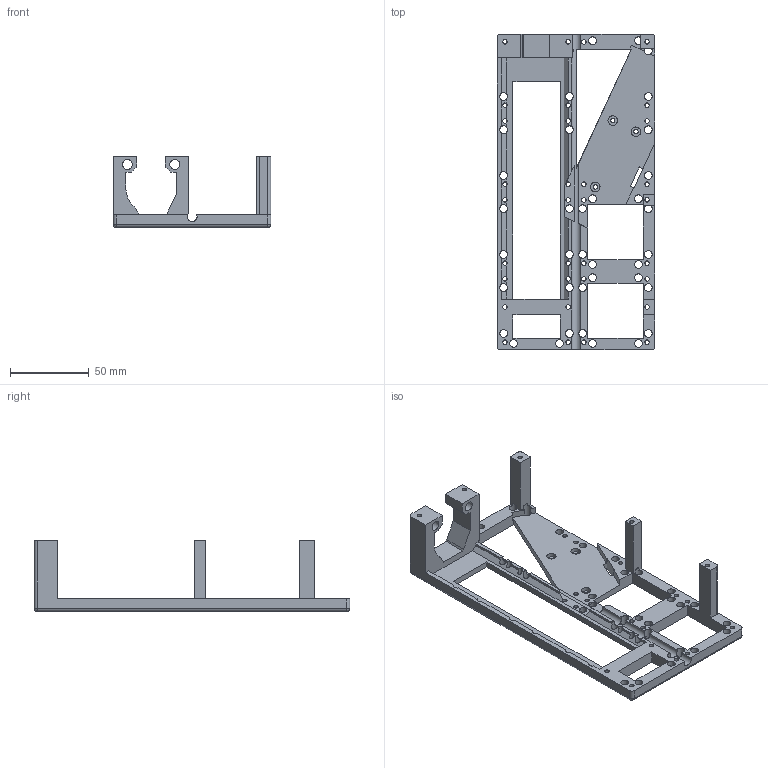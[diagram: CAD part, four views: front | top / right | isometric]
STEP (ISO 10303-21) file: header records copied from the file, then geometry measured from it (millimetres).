
FILE_DESCRIPTION(/* description */ (''),/* implementation_level */ '2;1');
FILE_NAME(/* name */ '30_CUBE_openSIM_base_v4.ipt.step',/* time_stamp */ '2022-11-29T08:17:32+01:00',/* author */ ('diederichbenedict'),/* organization */ (''),/* preprocessor_version */ 'ST-DEVELOPER v18.1',/* originating_system */ 'Autodesk Inventor 2022',/* authorisation */ '');
FILE_SCHEMA (('AUTOMOTIVE_DESIGN { 1 0 10303 214 3 1 1 }'));
Length unit declared in the file: millimetre
Products named in the file (1): 30_CUBE_openSIM_base_v4
Bounding box: 99.8 x 199.8 x 44.92 mm (x, y, z)
Volume: 75783.3 mm3; surface area: 49251.8 mm2
Topology: 1 solids, 1 shells, 274 faces, 931 edges, 617 vertices
Faces by surface type: plane 144, cylinder 126, sphere 4
Full cylindrical faces by diameter (mm): 2.7 x3, 2.8 x32, 4.9 x41, 6 x33, 6.2 x2
Entity records: 11188 total; most frequent: CARTESIAN_POINT 2535, ORIENTED_EDGE 1862, DIRECTION 1762, EDGE_CURVE 931, AXIS2_PLACEMENT_3D 633, VERTEX_POINT 617, LINE 496, VECTOR 496
